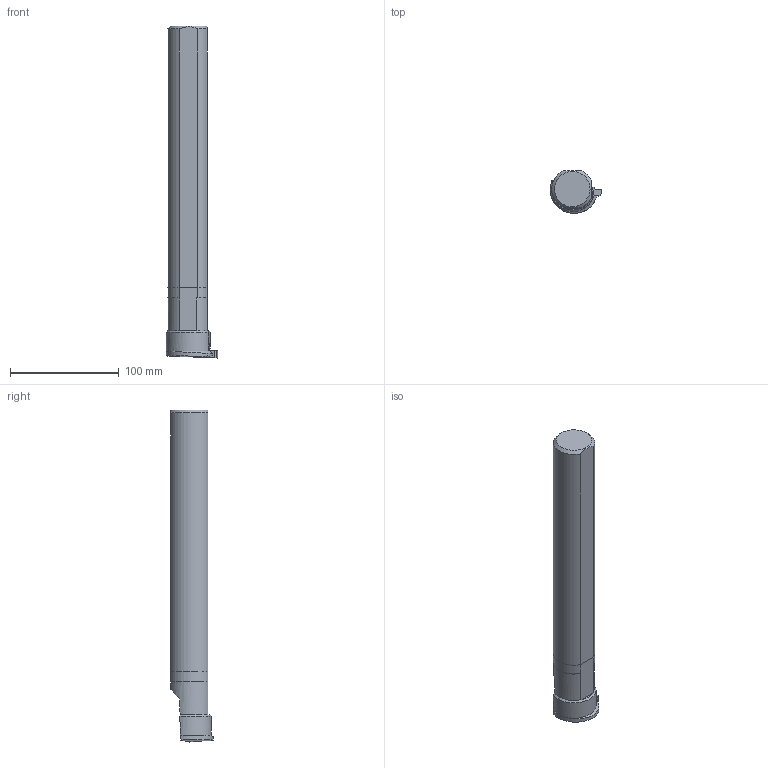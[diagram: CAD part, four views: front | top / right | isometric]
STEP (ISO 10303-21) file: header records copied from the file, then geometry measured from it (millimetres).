
FILE_DESCRIPTION(/* description */ (''),/* implementation_level */ '2;1');
FILE_NAME(/* name */ 'CNL0015012-20AHD.stp',/* time_stamp */ '2018-03-29T15:40:07+05:00',/* author */ (''),/* organization */ (''),/* preprocessor_version */ 'ST-DEVELOPER v16',/* originating_system */ 'SIEMENS PLM Software NX 11.0',/* authorisation */ '');
FILE_SCHEMA (('AUTOMOTIVE_DESIGN { 1 0 10303 214 3 1 1 1 }'));
Length unit declared in the file: millimetre
Products named in the file (1): inpu2F6Clve0
Bounding box: 47.3 x 38.79 x 305.3 mm (x, y, z)
Volume: 314258.3 mm3; surface area: 40804.3 mm2
Topology: 3 solids, 3 shells, 64 faces, 170 edges, 112 vertices
Faces by surface type: plane 43, cylinder 15, cone 6
Entity records: 2078 total; most frequent: CARTESIAN_POINT 408, ORIENTED_EDGE 336, DIRECTION 334, EDGE_CURVE 168, LINE 112, VECTOR 112, VERTEX_POINT 111, AXIS2_PLACEMENT_3D 111
